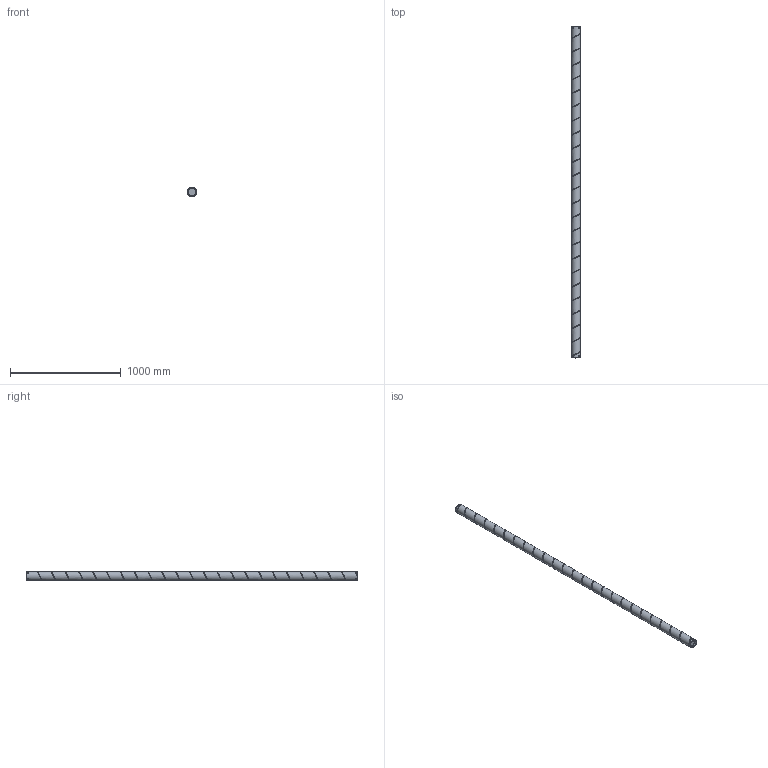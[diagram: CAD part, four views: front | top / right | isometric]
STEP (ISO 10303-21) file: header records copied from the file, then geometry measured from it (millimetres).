
FILE_DESCRIPTION((''),'2;1');
FILE_NAME('HR-Lockad-02-3000.stp','2014-03-25T09:51:33',(''),(''),'Autodesk Inventor 2013','Autodesk Inventor 2013','');
FILE_SCHEMA(('AUTOMOTIVE_DESIGN { 1 2 10303 214 0 1 1 1 }'));
Length unit declared in the file: millimetre
Products named in the file (3): HR-Lockad-02-3000; HRLockadÄmne-02-3000; LockHR-80
Assembly tree (3 placements, depth 2):
  HR-Lockad-02-3000
    HRLockadÄmne-02-3000
    LockHR-80  x2
Bounding box: 84.26 x 3003 x 84.25 mm (x, y, z)
Volume: 442105.1 mm3; surface area: 1583096.2 mm2
Topology: 3 solids, 3 shells, 39 faces, 77 edges, 48 vertices
Faces by surface type: cylinder 11, plane 10, torus 8, bspline 6, cone 4
Full cylindrical faces by diameter (mm): 4 x2, 77 x2, 79 x2, 83 x2
Entity records: 11436 total; most frequent: CARTESIAN_POINT 10852, DIRECTION 90, ORIENTED_EDGE 82, AXIS2_PLACEMENT_3D 45, EDGE_CURVE 41, EDGE_LOOP 39, VERTEX_POINT 32, STYLED_ITEM 27
